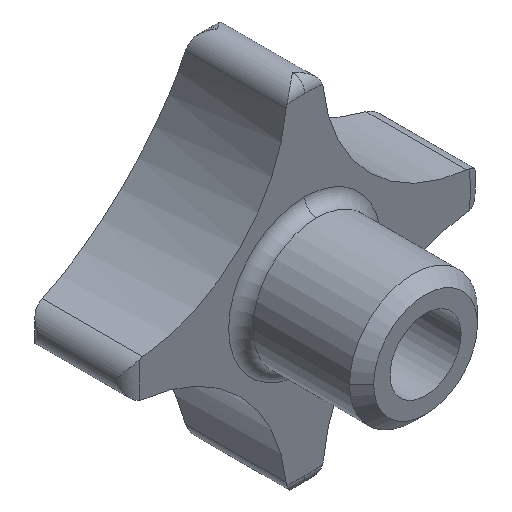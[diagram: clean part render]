
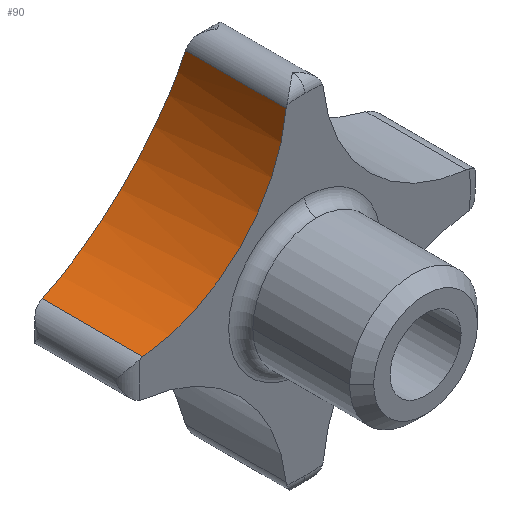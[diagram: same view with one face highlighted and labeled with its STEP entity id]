
A CAD part, isometric view. The second image highlights one B-rep face of the part: STEP entity #90.
In plain terms, the highlighted cylindrical face has radius 22.5 mm (diameter 45 mm), a partial arc.
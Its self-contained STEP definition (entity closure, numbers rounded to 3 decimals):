
#90 = ADVANCED_FACE( '', ( #139 ), #140, .F. );
#139 = FACE_OUTER_BOUND( '', #207, .T. );
#140 = CYLINDRICAL_SURFACE( '', #208, 22.5 );
#207 = EDGE_LOOP( '', ( #358, #359, #360, #361 ) );
#208 = AXIS2_PLACEMENT_3D( '', #362, #363, #364 );
#358 = ORIENTED_EDGE( '', *, *, #580, .F. );
#359 = ORIENTED_EDGE( '', *, *, #579, .F. );
#360 = ORIENTED_EDGE( '', *, *, #581, .F. );
#361 = ORIENTED_EDGE( '', *, *, #582, .T. );
#362 = CARTESIAN_POINT( '', ( -25., 0., 25. ) );
#363 = DIRECTION( '', ( 0., -1., 0. ) );
#364 = DIRECTION( '', ( 0.099, 0., -0.995 ) );
#579 = EDGE_CURVE( '', #717, #701, #719, .T. );
#580 = EDGE_CURVE( '', #701, #720, #721, .T. );
#581 = EDGE_CURVE( '', #722, #717, #723, .T. );
#582 = EDGE_CURVE( '', #722, #720, #724, .T. );
#701 = VERTEX_POINT( '', #1020 );
#717 = VERTEX_POINT( '', #1093 );
#719 = LINE( '', #1095, #1096 );
#720 = VERTEX_POINT( '', #1097 );
#721 = B_SPLINE_CURVE_WITH_KNOTS( '', 3, ( #1098, #1099, #1100, #1101, #1102, #1103, #1104, #1105, #1106, #1107, #1108, #1109, #1110, #1111, #1112, #1113, #1114, #1115, #1116, #1117, #1118, #1119, #1120, #1121, #1122, #1123, #1124, #1125, #1126, #1127 ), .UNSPECIFIED., .F., .F., ( 4, 2, 2, 2, 2, 2, 2, 2, 2, 2, 2, 2, 2, 2, 4 ), ( 0., 2.136, 4.272, 6.408, 8.545, 10.681, 12.817, 14.953, 17.089, 19.259, 21.428, 23.598, 25.767, 27.937, 29.935 ), .UNSPECIFIED. );
#722 = VERTEX_POINT( '', #1128 );
#723 = CIRCLE( '', #1129, 22.5 );
#724 = LINE( '', #1130, #1131 );
#1020 = CARTESIAN_POINT( '', ( -22.769, 31.151, 2.611 ) );
#1093 = CARTESIAN_POINT( '', ( -22.769, 17., 2.611 ) );
#1095 = CARTESIAN_POINT( '', ( -22.769, 0., 2.611 ) );
#1096 = VECTOR( '', #1356, 1. );
#1097 = CARTESIAN_POINT( '', ( -2.611, 31.151, 22.769 ) );
#1098 = CARTESIAN_POINT( '', ( -22.769, 31.151, 2.611 ) );
#1099 = CARTESIAN_POINT( '', ( -22.081, 31.322, 2.679 ) );
#1100 = CARTESIAN_POINT( '', ( -21.382, 31.486, 2.781 ) );
#1101 = CARTESIAN_POINT( '', ( -19.977, 31.796, 3.056 ) );
#1102 = CARTESIAN_POINT( '', ( -19.27, 31.941, 3.229 ) );
#1103 = CARTESIAN_POINT( '', ( -17.865, 32.21, 3.649 ) );
#1104 = CARTESIAN_POINT( '', ( -17.166, 32.333, 3.895 ) );
#1105 = CARTESIAN_POINT( '', ( -15.789, 32.554, 4.458 ) );
#1106 = CARTESIAN_POINT( '', ( -15.111, 32.652, 4.776 ) );
#1107 = CARTESIAN_POINT( '', ( -13.788, 32.82, 5.478 ) );
#1108 = CARTESIAN_POINT( '', ( -13.143, 32.89, 5.863 ) );
#1109 = CARTESIAN_POINT( '', ( -11.897, 33.002, 6.694 ) );
#1110 = CARTESIAN_POINT( '', ( -11.295, 33.044, 7.14 ) );
#1111 = CARTESIAN_POINT( '', ( -10.147, 33.1, 8.083 ) );
#1112 = CARTESIAN_POINT( '', ( -9.599, 33.113, 8.58 ) );
#1113 = CARTESIAN_POINT( '', ( -8.566, 33.113, 9.615 ) );
#1114 = CARTESIAN_POINT( '', ( -8.08, 33.099, 10.152 ) );
#1115 = CARTESIAN_POINT( '', ( -7.169, 33.046, 11.259 ) );
#1116 = CARTESIAN_POINT( '', ( -6.73, 33.006, 11.847 ) );
#1117 = CARTESIAN_POINT( '', ( -5.905, 32.897, 13.077 ) );
#1118 = CARTESIAN_POINT( '', ( -5.519, 32.828, 13.717 ) );
#1119 = CARTESIAN_POINT( '', ( -4.81, 32.662, 15.041 ) );
#1120 = CARTESIAN_POINT( '', ( -4.487, 32.564, 15.723 ) );
#1121 = CARTESIAN_POINT( '', ( -3.912, 32.341, 17.119 ) );
#1122 = CARTESIAN_POINT( '', ( -3.659, 32.216, 17.832 ) );
#1123 = CARTESIAN_POINT( '', ( -3.227, 31.94, 19.275 ) );
#1124 = CARTESIAN_POINT( '', ( -3.048, 31.79, 20.006 ) );
#1125 = CARTESIAN_POINT( '', ( -2.777, 31.478, 21.416 ) );
#1126 = CARTESIAN_POINT( '', ( -2.678, 31.319, 22.094 ) );
#1127 = CARTESIAN_POINT( '', ( -2.611, 31.151, 22.769 ) );
#1128 = CARTESIAN_POINT( '', ( -2.611, 17., 22.769 ) );
#1129 = AXIS2_PLACEMENT_3D( '', #1357, #1358, #1359 );
#1130 = CARTESIAN_POINT( '', ( -2.611, 0., 22.769 ) );
#1131 = VECTOR( '', #1360, 1. );
#1356 = DIRECTION( '', ( 0., 1., 0. ) );
#1357 = CARTESIAN_POINT( '', ( -25., 17., 25. ) );
#1358 = DIRECTION( '', ( 0., 1., 0. ) );
#1359 = DIRECTION( '', ( 0.099, 0., -0.995 ) );
#1360 = DIRECTION( '', ( 0., 1., 0. ) );
